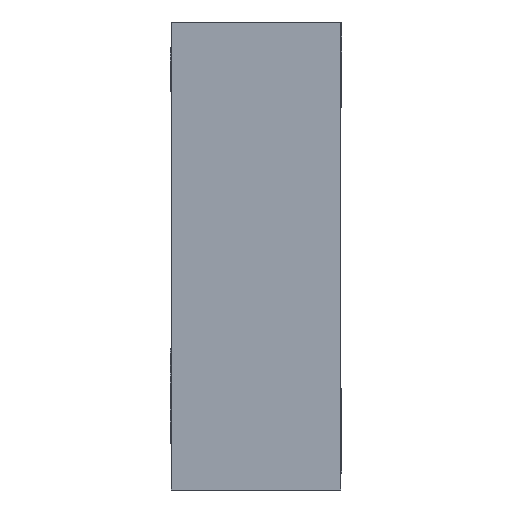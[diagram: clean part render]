
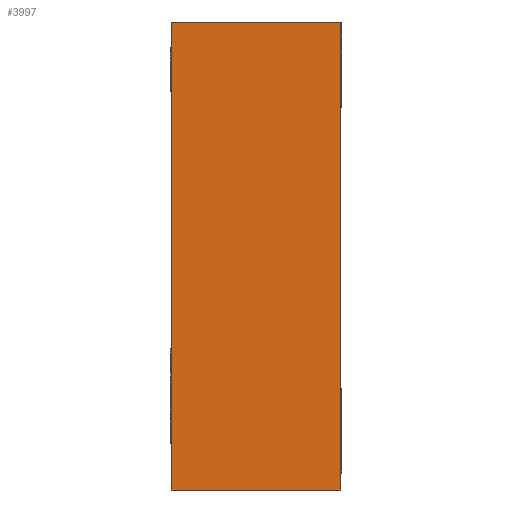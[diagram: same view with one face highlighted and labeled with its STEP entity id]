
A CAD part, left-side view. The second image highlights one B-rep face of the part: STEP entity #3997.
In plain terms, the highlighted planar face has unit normal (-1, 0, 0).
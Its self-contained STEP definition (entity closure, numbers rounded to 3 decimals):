
#421 = CARTESIAN_POINT ( 'NONE',  ( -2.75, 2., 2.75 ) ) ;
#610 = PLANE ( 'NONE',  #1183 ) ;
#655 = LINE ( 'NONE', #421, #8016 ) ;
#660 = EDGE_CURVE ( 'NONE', #6129, #1429, #2590, .T. ) ;
#726 = LINE ( 'NONE', #2124, #4863 ) ;
#1183 = AXIS2_PLACEMENT_3D ( 'NONE', #8435, #4583, #1193 ) ;
#1193 = DIRECTION ( 'NONE',  ( 0., 0., 1. ) ) ;
#1429 = VERTEX_POINT ( 'NONE', #3459 ) ;
#1803 = VECTOR ( 'NONE', #4073, 1000. ) ;
#1878 = EDGE_CURVE ( 'NONE', #1429, #5185, #655, .T. ) ;
#1974 = ORIENTED_EDGE ( 'NONE', *, *, #660, .F. ) ;
#2124 = CARTESIAN_POINT ( 'NONE',  ( -2.75, 2., -2.75 ) ) ;
#2218 = CARTESIAN_POINT ( 'NONE',  ( -2.75, 0., 2.75 ) ) ;
#2463 = EDGE_LOOP ( 'NONE', ( #5478, #3921, #1974, #5248 ) ) ;
#2590 = LINE ( 'NONE', #8501, #2800 ) ;
#2800 = VECTOR ( 'NONE', #8470, 1000. ) ;
#3202 = FACE_OUTER_BOUND ( 'NONE', #2463, .T. ) ;
#3389 = EDGE_CURVE ( 'NONE', #6129, #7245, #726, .T. ) ;
#3459 = CARTESIAN_POINT ( 'NONE',  ( -2.75, 2., 2.75 ) ) ;
#3548 = LINE ( 'NONE', #8095, #1803 ) ;
#3728 = CARTESIAN_POINT ( 'NONE',  ( -2.75, 0., -2.75 ) ) ;
#3921 = ORIENTED_EDGE ( 'NONE', *, *, #1878, .F. ) ;
#3997 = ADVANCED_FACE ( 'NONE', ( #3202 ), #610, .F. ) ;
#4073 = DIRECTION ( 'NONE',  ( 0., 0., 1. ) ) ;
#4583 = DIRECTION ( 'NONE',  ( 1., 0., 0. ) ) ;
#4863 = VECTOR ( 'NONE', #5371, 1000. ) ;
#5039 = DIRECTION ( 'NONE',  ( 0., -1., 0. ) ) ;
#5094 = CARTESIAN_POINT ( 'NONE',  ( -2.75, 2., -2.75 ) ) ;
#5185 = VERTEX_POINT ( 'NONE', #2218 ) ;
#5248 = ORIENTED_EDGE ( 'NONE', *, *, #3389, .T. ) ;
#5371 = DIRECTION ( 'NONE',  ( 0., -1., 0. ) ) ;
#5478 = ORIENTED_EDGE ( 'NONE', *, *, #7519, .T. ) ;
#6129 = VERTEX_POINT ( 'NONE', #5094 ) ;
#7245 = VERTEX_POINT ( 'NONE', #3728 ) ;
#7519 = EDGE_CURVE ( 'NONE', #7245, #5185, #3548, .T. ) ;
#8016 = VECTOR ( 'NONE', #5039, 1000. ) ;
#8095 = CARTESIAN_POINT ( 'NONE',  ( -2.75, 0., 2.75 ) ) ;
#8435 = CARTESIAN_POINT ( 'NONE',  ( -2.75, 2., 2.75 ) ) ;
#8470 = DIRECTION ( 'NONE',  ( 0., 0., 1. ) ) ;
#8501 = CARTESIAN_POINT ( 'NONE',  ( -2.75, 2., 2.75 ) ) ;
